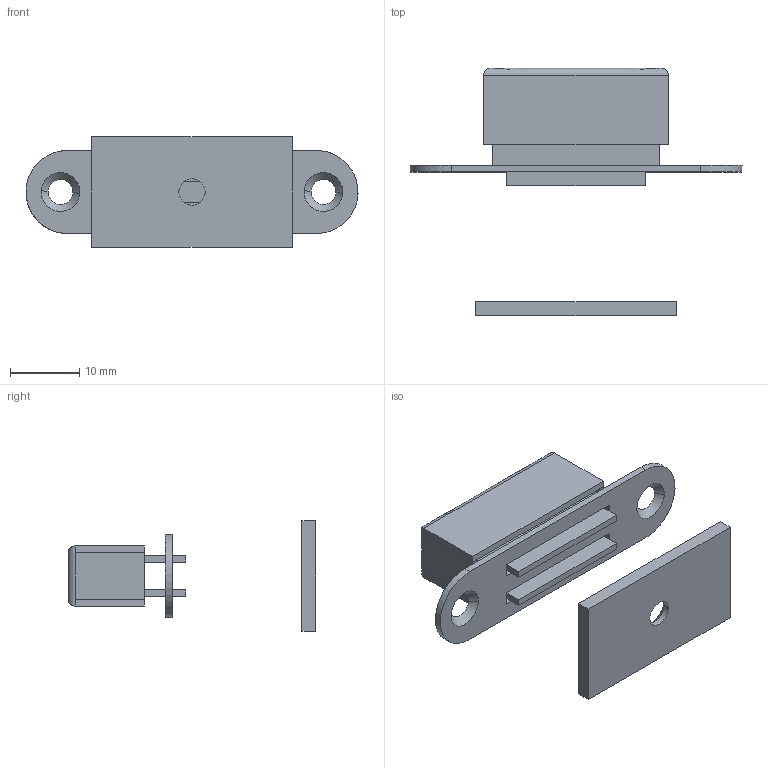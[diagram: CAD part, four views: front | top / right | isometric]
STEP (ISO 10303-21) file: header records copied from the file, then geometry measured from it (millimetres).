
FILE_DESCRIPTION((''),'2;1');
FILE_NAME('','2009-10-15T11:32:37',(''),(''),'','CADfix','');
FILE_SCHEMA(('AUTOMOTIVE_DESIGN { 1 0 10303 214 1 1 1 1 }'));
Length unit declared in the file: millimetre
Bounding box: 47.99 x 35.77 x 16 mm (x, y, z)
Volume: 3599.4 mm3; surface area: 6122.8 mm2
Topology: 6 solids, 6 shells, 80 faces, 204 edges, 136 vertices
Faces by surface type: bspline 80
Entity records: 2412 total; most frequent: CARTESIAN_POINT 1073, ORIENTED_EDGE 408, EDGE_CURVE 204, QUASI_UNIFORM_CURVE 168, VERTEX_POINT 136, EDGE_LOOP 90, FACE_OUTER_BOUND 80, ADVANCED_FACE 80
